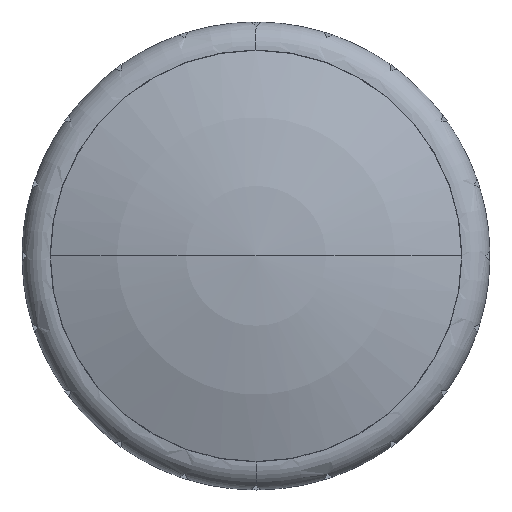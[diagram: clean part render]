
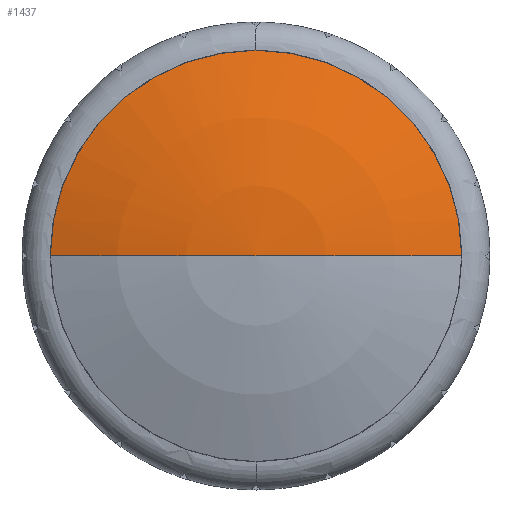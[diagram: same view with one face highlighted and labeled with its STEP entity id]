
A CAD part, top view. The second image highlights one B-rep face of the part: STEP entity #1437.
In plain terms, the highlighted spherical face has radius 31.178 mm.
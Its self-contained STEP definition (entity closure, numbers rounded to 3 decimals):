
#1437=ADVANCED_FACE('',(#2831),#2832,.T.);
#1797=EDGE_CURVE('',#1915,#1843,#3235,.T.);
#1809=EDGE_CURVE('',#1955,#1843,#3248,.T.);
#1843=VERTEX_POINT('',#3289);
#1869=EDGE_CURVE('',#1955,#1915,#3319,.T.);
#1915=VERTEX_POINT('',#3371);
#1955=VERTEX_POINT('',#3416);
#2831=FACE_OUTER_BOUND('',#4981,.T.);
#2832=SPHERICAL_SURFACE('',#4982,31.178);
#3235=CIRCLE('',#5751,31.178);
#3248=CIRCLE('',#5769,10.987);
#3289=CARTESIAN_POINT('',(-10.987,0.,18.0));
#3319=CIRCLE('',#5893,31.178);
#3371=CARTESIAN_POINT('',(0.0,0.0,20.0));
#3416=CARTESIAN_POINT('',(10.987,0.,18.0));
#4981=EDGE_LOOP('',(#7034,#7035,#7036));
#4982=AXIS2_PLACEMENT_3D('',#7037,#7038,#7039);
#5751=AXIS2_PLACEMENT_3D('',#7501,#7502,#7503);
#5769=AXIS2_PLACEMENT_3D('',#7519,#7520,#7521);
#5893=AXIS2_PLACEMENT_3D('',#7622,#7623,#7624);
#7034=ORIENTED_EDGE('',*,*,#1869,.F.);
#7035=ORIENTED_EDGE('',*,*,#1809,.T.);
#7036=ORIENTED_EDGE('',*,*,#1797,.F.);
#7037=CARTESIAN_POINT('',(0.0,0.0,-11.178));
#7038=DIRECTION('',(0.0,0.0,1.0));
#7039=DIRECTION('',(1.0,0.0,0.0));
#7501=CARTESIAN_POINT('',(0.0,0.0,-11.178));
#7502=DIRECTION('',(0.,-1.0,0.0));
#7503=DIRECTION('',(0.0,0.0,1.0));
#7519=CARTESIAN_POINT('',(0.0,0.,18.0));
#7520=DIRECTION('',(0.0,0.,1.0));
#7521=DIRECTION('',(0.0,1.0,0.));
#7622=CARTESIAN_POINT('',(0.0,0.0,-11.178));
#7623=DIRECTION('',(0.,-1.0,0.0));
#7624=DIRECTION('',(0.0,0.0,1.0));
